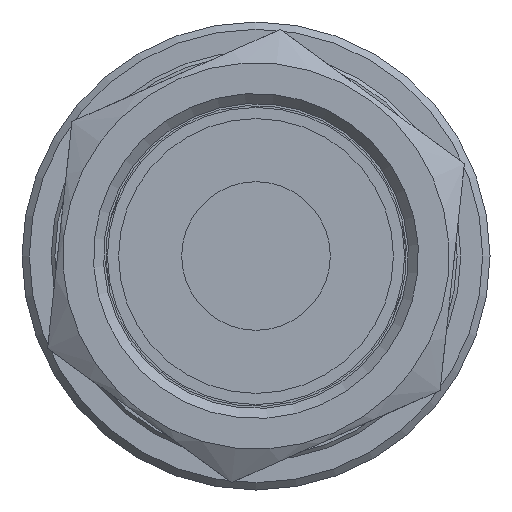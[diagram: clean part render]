
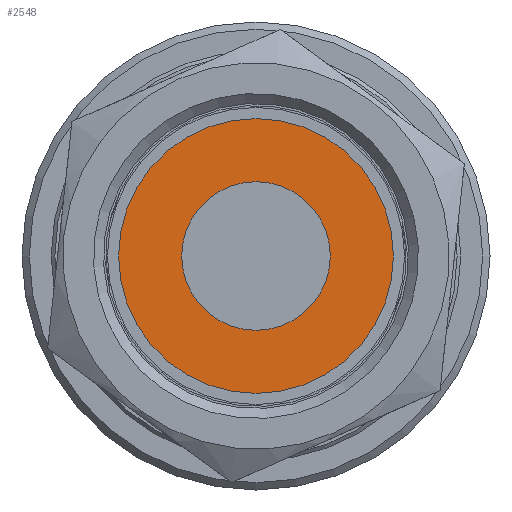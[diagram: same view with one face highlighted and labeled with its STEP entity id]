
A CAD part, front view. The second image highlights one B-rep face of the part: STEP entity #2548.
In plain terms, the highlighted planar face has unit normal (0, -1, 0).
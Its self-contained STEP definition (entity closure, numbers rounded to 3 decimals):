
#536=FACE_BOUND('',#881,.T.);
#685=FACE_OUTER_BOUND('',#880,.T.);
#880=EDGE_LOOP('',(#2197));
#881=EDGE_LOOP('',(#2198));
#1005=CIRCLE('',#2842,9.398);
#1006=CIRCLE('',#2843,5.08);
#1221=VERTEX_POINT('',#4386);
#1222=VERTEX_POINT('',#4388);
#1548=EDGE_CURVE('',#1221,#1221,#1005,.T.);
#1549=EDGE_CURVE('',#1222,#1222,#1006,.T.);
#2197=ORIENTED_EDGE('',*,*,#1548,.F.);
#2198=ORIENTED_EDGE('',*,*,#1549,.T.);
#2304=PLANE('',#2841);
#2548=ADVANCED_FACE('',(#685,#536),#2304,.T.);
#2841=AXIS2_PLACEMENT_3D('',#4385,#3554,#3555);
#2842=AXIS2_PLACEMENT_3D('',#4387,#3556,#3557);
#2843=AXIS2_PLACEMENT_3D('',#4389,#3558,#3559);
#3554=DIRECTION('center_axis',(0.,-1.,0.));
#3555=DIRECTION('ref_axis',(0.,0.,
1.));
#3556=DIRECTION('center_axis',(0.,1.,0.));
#3557=DIRECTION('ref_axis',(0.,0.,-1.));
#3558=DIRECTION('center_axis',(0.,1.,0.));
#3559=DIRECTION('ref_axis',(0.,0.,-1.));
#4385=CARTESIAN_POINT('Origin',(0.,-81.448,-4.699));
#4386=CARTESIAN_POINT('',(0.,-81.448,9.398));
#4387=CARTESIAN_POINT('Origin',(0.,-81.448,0.));
#4388=CARTESIAN_POINT('',(0.,-81.448,5.08));
#4389=CARTESIAN_POINT('Origin',(0.,-81.448,0.));
